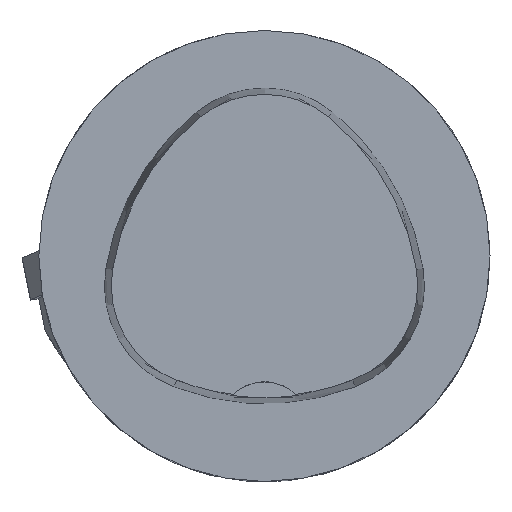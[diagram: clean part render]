
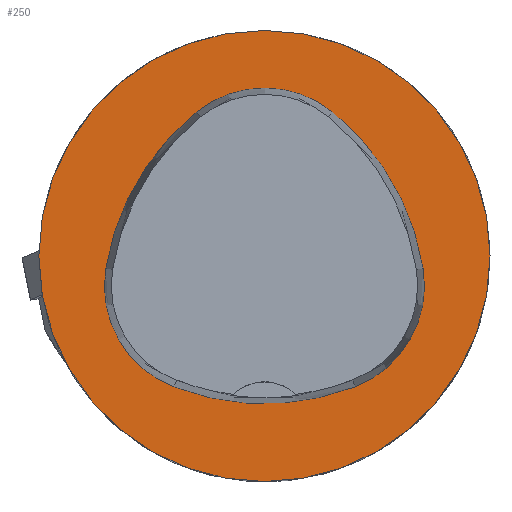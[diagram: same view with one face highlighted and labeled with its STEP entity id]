
A CAD part, top view. The second image highlights one B-rep face of the part: STEP entity #250.
In plain terms, the highlighted planar face has unit normal (0, 0, 1).
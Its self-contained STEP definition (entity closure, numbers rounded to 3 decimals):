
#250=ADVANCED_FACE('',(#507,#508),#308,.T.);
#308=PLANE('',#1489);
#507=FACE_BOUND('',#558,.T.);
#508=FACE_BOUND('',#559,.T.);
#558=EDGE_LOOP('',(#793,#794,#795,#796,#797,#798));
#559=EDGE_LOOP('',(#799));
#793=ORIENTED_EDGE('',*,*,#1209,.T.);
#794=ORIENTED_EDGE('',*,*,#1189,.T.);
#795=ORIENTED_EDGE('',*,*,#1193,.T.);
#796=ORIENTED_EDGE('',*,*,#1196,.T.);
#797=ORIENTED_EDGE('',*,*,#1199,.T.);
#798=ORIENTED_EDGE('',*,*,#1207,.T.);
#799=ORIENTED_EDGE('',*,*,#1180,.F.);
#1039=VERTEX_POINT('',#2278);
#1048=VERTEX_POINT('',#2297);
#1049=VERTEX_POINT('',#2298);
#1052=VERTEX_POINT('',#2306);
#1054=VERTEX_POINT('',#2312);
#1056=VERTEX_POINT('',#2318);
#1063=VERTEX_POINT('',#2339);
#1180=EDGE_CURVE('',#1039,#1039,#1285,.T.);
#1189=EDGE_CURVE('',#1048,#1049,#1286,.T.);
#1193=EDGE_CURVE('',#1049,#1052,#1288,.T.);
#1196=EDGE_CURVE('',#1052,#1054,#1290,.T.);
#1199=EDGE_CURVE('',#1054,#1056,#1292,.T.);
#1207=EDGE_CURVE('',#1056,#1063,#1296,.T.);
#1209=EDGE_CURVE('',#1063,#1048,#1298,.T.);
#1285=CIRCLE('',#1461,25.);
#1286=CIRCLE('',#1467,28.);
#1288=CIRCLE('',#1470,12.);
#1290=CIRCLE('',#1473,28.);
#1292=CIRCLE('',#1476,12.);
#1296=CIRCLE('',#1481,28.);
#1298=CIRCLE('',#1484,12.);
#1461=AXIS2_PLACEMENT_3D('',#2277,#1727,#1728);
#1467=AXIS2_PLACEMENT_3D('',#2296,#1743,#1744);
#1470=AXIS2_PLACEMENT_3D('',#2305,#1751,#1752);
#1473=AXIS2_PLACEMENT_3D('',#2311,#1758,#1759);
#1476=AXIS2_PLACEMENT_3D('',#2317,#1765,#1766);
#1481=AXIS2_PLACEMENT_3D('',#2340,#1777,#1778);
#1484=AXIS2_PLACEMENT_3D('',#2343,#1783,#1784);
#1489=AXIS2_PLACEMENT_3D('',#2348,#1793,#1794);
#1727=DIRECTION('',(0.,0.,-1.));
#1728=DIRECTION('',(-1.,0.,0.));
#1743=DIRECTION('',(0.,0.,-1.));
#1744=DIRECTION('',(-1.,0.,0.));
#1751=DIRECTION('',(0.,0.,-1.));
#1752=DIRECTION('',(-1.,0.,0.));
#1758=DIRECTION('',(0.,0.,-1.));
#1759=DIRECTION('',(-1.,0.,0.));
#1765=DIRECTION('',(0.,0.,-1.));
#1766=DIRECTION('',(-1.,0.,0.));
#1777=DIRECTION('',(0.,0.,-1.));
#1778=DIRECTION('',(-1.,0.,0.));
#1783=DIRECTION('',(0.,0.,-1.));
#1784=DIRECTION('',(-1.,0.,0.));
#1793=DIRECTION('',(0.,0.,1.));
#1794=DIRECTION('',(1.,0.,0.));
#2277=CARTESIAN_POINT('',(0.,0.,0.));
#2278=CARTESIAN_POINT('',(-25.,0.,0.));
#2296=CARTESIAN_POINT('',(10.068,-5.824,0.));
#2297=CARTESIAN_POINT('',(-17.584,-1.424,0.));
#2298=CARTESIAN_POINT('',(-7.531,15.953,0.));
#2305=CARTESIAN_POINT('',(0.011,6.62,0.));
#2306=CARTESIAN_POINT('',(7.567,15.942,0.));
#2311=CARTESIAN_POINT('',(-10.063,-5.81,0.));
#2312=CARTESIAN_POINT('',(17.59,-1.418,0.));
#2317=CARTESIAN_POINT('',(5.739,-3.3,0.));
#2318=CARTESIAN_POINT('',(10.05,-14.499,0.));
#2339=CARTESIAN_POINT('',(-10.025,-14.516,0.));
#2340=CARTESIAN_POINT('',(-0.01,11.631,0.));
#2343=CARTESIAN_POINT('',(-5.733,-3.31,0.));
#2348=CARTESIAN_POINT('',(0.,0.,0.));
